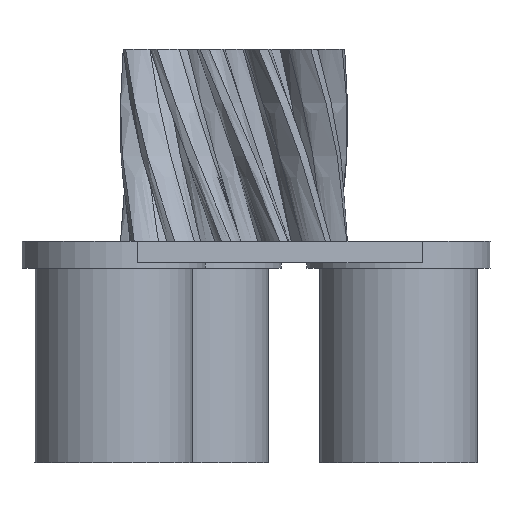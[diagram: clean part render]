
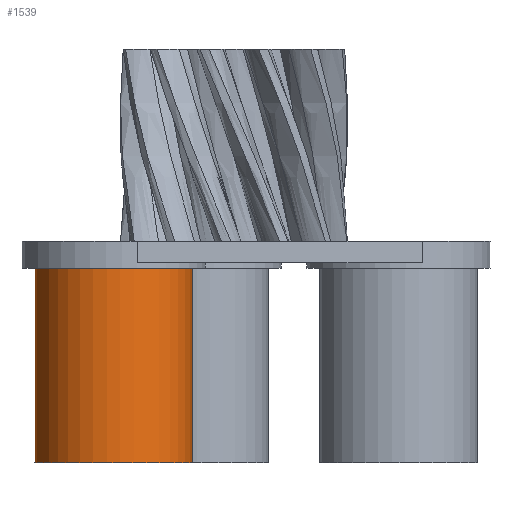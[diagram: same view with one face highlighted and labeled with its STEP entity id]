
A CAD part, front view. The second image highlights one B-rep face of the part: STEP entity #1539.
In plain terms, the highlighted cylindrical face has radius 7.325 mm (diameter 14.65 mm), a full revolution.
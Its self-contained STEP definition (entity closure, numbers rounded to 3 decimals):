
#159=CYLINDRICAL_SURFACE('',#1677,7.325);
#221=FACE_OUTER_BOUND('',#315,.T.);
#315=EDGE_LOOP('',(#1104,#1105,#1106,#1107));
#432=CIRCLE('',#1673,7.325);
#435=CIRCLE('',#1678,7.325);
#494=LINE('',#3913,#560);
#560=VECTOR('',#1832,7.325);
#681=VERTEX_POINT('',#3903);
#684=VERTEX_POINT('',#3911);
#849=EDGE_CURVE('',#681,#681,#432,.T.);
#852=EDGE_CURVE('',#684,#684,#435,.T.);
#853=EDGE_CURVE('',#684,#681,#494,.T.);
#1104=ORIENTED_EDGE('',*,*,#852,.F.);
#1105=ORIENTED_EDGE('',*,*,#853,.T.);
#1106=ORIENTED_EDGE('',*,*,#849,.T.);
#1107=ORIENTED_EDGE('',*,*,#853,.F.);
#1539=ADVANCED_FACE('',(#221),#159,.T.);
#1673=AXIS2_PLACEMENT_3D('',#3904,#1820,#1821);
#1677=AXIS2_PLACEMENT_3D('',#3910,#1828,#1829);
#1678=AXIS2_PLACEMENT_3D('',#3912,#1830,#1831);
#1820=DIRECTION('center_axis',(0.,0.,-1.));
#1821=DIRECTION('ref_axis',(-0.966,0.259,0.));
#1828=DIRECTION('center_axis',(0.,0.,-1.));
#1829=DIRECTION('ref_axis',(-0.966,0.259,0.));
#1830=DIRECTION('center_axis',(0.,0.,-1.));
#1831=DIRECTION('ref_axis',(-0.966,0.259,0.));
#1832=DIRECTION('',(0.,0.,1.));
#3903=CARTESIAN_POINT('',(-4.062,-231.033,-96.25));
#3904=CARTESIAN_POINT('Origin',(-11.137,-229.137,-96.25));
#3910=CARTESIAN_POINT('Origin',(-11.137,-229.137,-96.5));
#3911=CARTESIAN_POINT('',(-4.062,-231.033,-114.25));
#3912=CARTESIAN_POINT('Origin',(-11.137,-229.137,-114.25));
#3913=CARTESIAN_POINT('',(-4.062,-231.033,-96.5));
